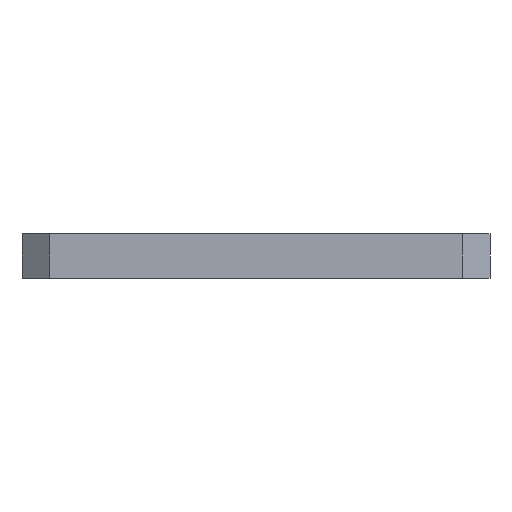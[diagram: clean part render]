
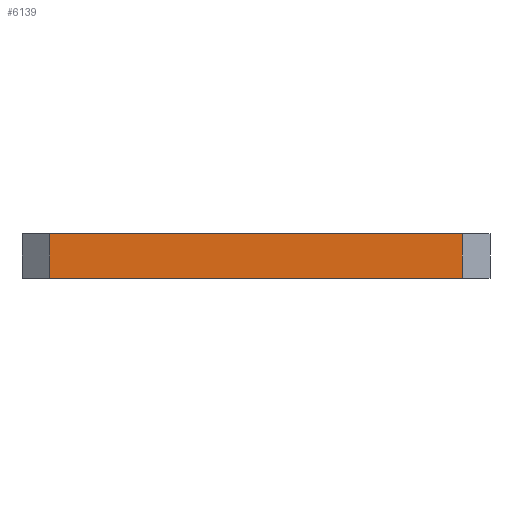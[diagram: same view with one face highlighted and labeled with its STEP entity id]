
A CAD part, left-side view. The second image highlights one B-rep face of the part: STEP entity #6139.
In plain terms, the highlighted planar face has unit normal (-1, 0, 0).
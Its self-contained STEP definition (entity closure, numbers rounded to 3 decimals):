
#288 = DIRECTION ( 'NONE',  ( 0., 0., -1. ) ) ;
#304 = EDGE_CURVE ( 'NONE', #1865, #3023, #3797, .T. ) ;
#578 = PLANE ( 'NONE',  #4036 ) ;
#1031 = ORIENTED_EDGE ( 'NONE', *, *, #2294, .T. ) ;
#1328 = CARTESIAN_POINT ( 'NONE',  ( 0., 0., 0. ) ) ;
#1365 = EDGE_CURVE ( 'NONE', #5036, #3023, #6273, .T. ) ;
#1546 = DIRECTION ( 'NONE',  ( 0., 0., 1. ) ) ;
#1865 = VERTEX_POINT ( 'NONE', #2309 ) ;
#1868 = CARTESIAN_POINT ( 'NONE',  ( 0., 0., 0. ) ) ;
#1874 = CARTESIAN_POINT ( 'NONE',  ( 0., 37., 4. ) ) ;
#2098 = VECTOR ( 'NONE', #288, 1000. ) ;
#2172 = CARTESIAN_POINT ( 'NONE',  ( 0., 0., 4. ) ) ;
#2224 = VECTOR ( 'NONE', #3820, 1000. ) ;
#2294 = EDGE_CURVE ( 'NONE', #5249, #1865, #2487, .T. ) ;
#2309 = CARTESIAN_POINT ( 'NONE',  ( 0., 37., 4. ) ) ;
#2350 = CARTESIAN_POINT ( 'NONE',  ( 0., 37., 0. ) ) ;
#2487 = LINE ( 'NONE', #3891, #5318 ) ;
#2694 = EDGE_CURVE ( 'NONE', #5249, #5036, #4703, .T. ) ;
#3023 = VERTEX_POINT ( 'NONE', #2350 ) ;
#3134 = ORIENTED_EDGE ( 'NONE', *, *, #2694, .F. ) ;
#3540 = ORIENTED_EDGE ( 'NONE', *, *, #304, .T. ) ;
#3701 = DIRECTION ( 'NONE',  ( 0., 0., -1. ) ) ;
#3797 = LINE ( 'NONE', #1874, #2098 ) ;
#3819 = ORIENTED_EDGE ( 'NONE', *, *, #1365, .F. ) ;
#3820 = DIRECTION ( 'NONE',  ( 0., 1., 0. ) ) ;
#3891 = CARTESIAN_POINT ( 'NONE',  ( 0., 0., 4. ) ) ;
#4036 = AXIS2_PLACEMENT_3D ( 'NONE', #2172, #5957, #1546 ) ;
#4703 = LINE ( 'NONE', #6180, #5730 ) ;
#4916 = DIRECTION ( 'NONE',  ( 0., 1., 0. ) ) ;
#4939 = CARTESIAN_POINT ( 'NONE',  ( 0., 0., 4. ) ) ;
#4953 = EDGE_LOOP ( 'NONE', ( #3819, #3134, #1031, #3540 ) ) ;
#5036 = VERTEX_POINT ( 'NONE', #1328 ) ;
#5117 = FACE_OUTER_BOUND ( 'NONE', #4953, .T. ) ;
#5249 = VERTEX_POINT ( 'NONE', #4939 ) ;
#5318 = VECTOR ( 'NONE', #4916, 1000. ) ;
#5730 = VECTOR ( 'NONE', #3701, 1000. ) ;
#5957 = DIRECTION ( 'NONE',  ( -1., 0., 0. ) ) ;
#6139 = ADVANCED_FACE ( 'NONE', ( #5117 ), #578, .T. ) ;
#6180 = CARTESIAN_POINT ( 'NONE',  ( 0., 0., 4. ) ) ;
#6273 = LINE ( 'NONE', #1868, #2224 ) ;
